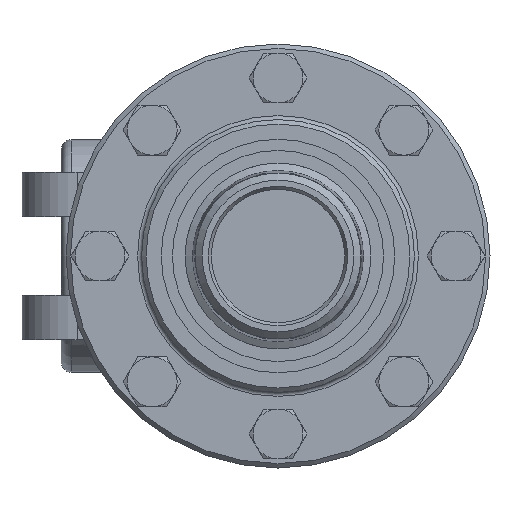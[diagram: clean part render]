
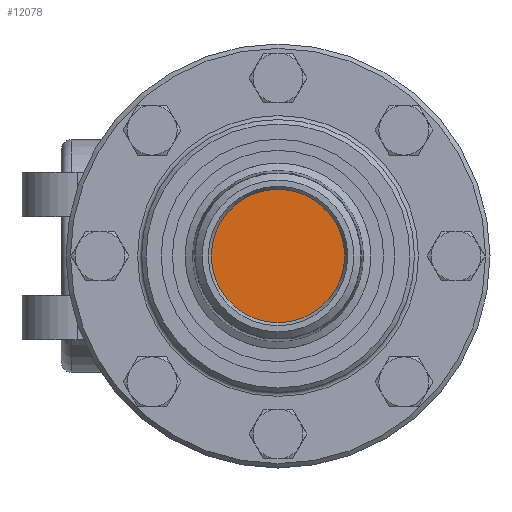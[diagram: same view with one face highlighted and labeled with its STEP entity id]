
A CAD part, left-side view. The second image highlights one B-rep face of the part: STEP entity #12078.
In plain terms, the highlighted planar face has unit normal (-1, 0, 0).
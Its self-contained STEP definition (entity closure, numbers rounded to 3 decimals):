
#2406=CIRCLE('',#12812,19.05);
#3036=PLANE('',#12811);
#3355=FACE_OUTER_BOUND('',#4068,.T.);
#4068=EDGE_LOOP('',(#8262));
#5202=VERTEX_POINT('',#17302);
#6410=EDGE_CURVE('',#5202,#5202,#2406,.T.);
#8262=ORIENTED_EDGE('',*,*,#6410,.F.);
#12078=ADVANCED_FACE('',(#3355),#3036,.F.);
#12811=AXIS2_PLACEMENT_3D('',#17301,#14040,#14041);
#12812=AXIS2_PLACEMENT_3D('',#17303,#14042,#14043);
#14040=DIRECTION('center_axis',(1.,0.,0.));
#14041=DIRECTION('ref_axis',(0.,0.,-1.));
#14042=DIRECTION('center_axis',(1.,0.,0.));
#14043=DIRECTION('ref_axis',(0.,1.,0.));
#17301=CARTESIAN_POINT('Origin',(25.708,0.,0.));
#17302=CARTESIAN_POINT('',(25.708,-19.05,0.));
#17303=CARTESIAN_POINT('Origin',(25.708,0.,0.));
